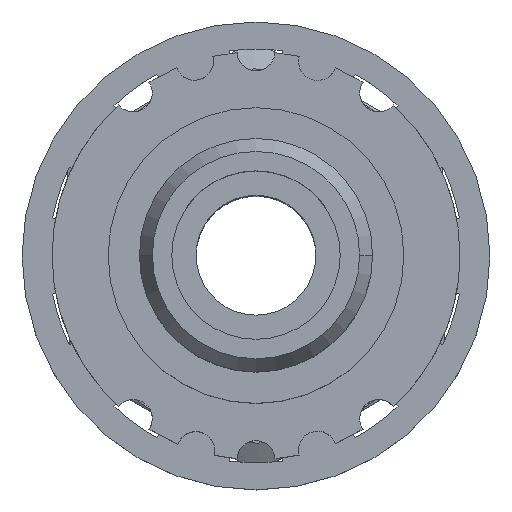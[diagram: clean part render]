
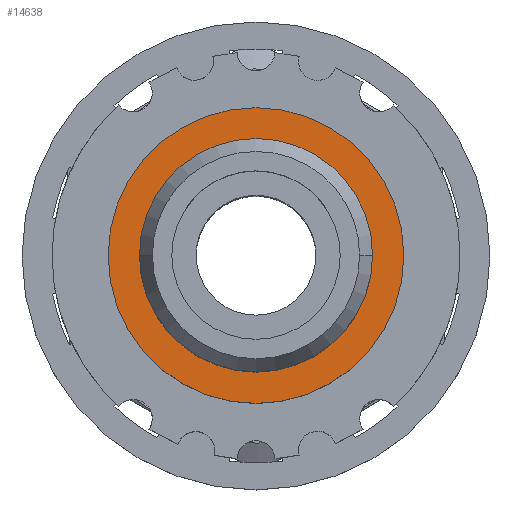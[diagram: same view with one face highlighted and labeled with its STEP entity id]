
A CAD part, top view. The second image highlights one B-rep face of the part: STEP entity #14638.
In plain terms, the highlighted planar face has unit normal (0, 0, 1).
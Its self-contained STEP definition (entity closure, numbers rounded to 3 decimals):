
#17 = AXIS2_PLACEMENT_3D ( 'NONE', #9087, #9021, #8969 ) ;
#86 = CIRCLE ( 'NONE', #17, 3.115 ) ;
#207 = CIRCLE ( 'NONE', #6812, 3.95 ) ;
#222 = CARTESIAN_POINT ( 'NONE',  ( -3.115, 0., 3.9 ) ) ;
#250 = ORIENTED_EDGE ( 'NONE', *, *, #7919, .F. ) ;
#1023 = CARTESIAN_POINT ( 'NONE',  ( 0., 0., 3.9 ) ) ;
#1053 = CARTESIAN_POINT ( 'NONE',  ( 3.115, 0., 3.9 ) ) ;
#1134 = DIRECTION ( 'NONE',  ( 0., 0., 1. ) ) ;
#1183 = DIRECTION ( 'NONE',  ( 0., 0., 1. ) ) ;
#2262 = DIRECTION ( 'NONE',  ( -1., 0., 0. ) ) ;
#2946 = EDGE_CURVE ( 'NONE', #13979, #7272, #86, .T. ) ;
#3603 = PLANE ( 'NONE',  #10593 ) ;
#3881 = CARTESIAN_POINT ( 'NONE',  ( 3.95, 0., 3.9 ) ) ;
#4215 = CARTESIAN_POINT ( 'NONE',  ( 0., 0., 3.9 ) ) ;
#5263 = EDGE_CURVE ( 'NONE', #7644, #15005, #12422, .T. ) ;
#5494 = DIRECTION ( 'NONE',  ( -1., 0., 0. ) ) ;
#5838 = FACE_OUTER_BOUND ( 'NONE', #7406, .T. ) ;
#6387 = CARTESIAN_POINT ( 'NONE',  ( -3.95, 0., 3.9 ) ) ;
#6812 = AXIS2_PLACEMENT_3D ( 'NONE', #1023, #9815, #2262 ) ;
#7270 = CIRCLE ( 'NONE', #14085, 3.115 ) ;
#7272 = VERTEX_POINT ( 'NONE', #1053 ) ;
#7406 = EDGE_LOOP ( 'NONE', ( #13709, #9505 ) ) ;
#7644 = VERTEX_POINT ( 'NONE', #3881 ) ;
#7757 = AXIS2_PLACEMENT_3D ( 'NONE', #8729, #1183, #9977 ) ;
#7919 = EDGE_CURVE ( 'NONE', #7272, #13979, #7270, .T. ) ;
#7926 = ORIENTED_EDGE ( 'NONE', *, *, #2946, .F. ) ;
#8681 = CARTESIAN_POINT ( 'NONE',  ( 0., 0., 3.9 ) ) ;
#8729 = CARTESIAN_POINT ( 'NONE',  ( 0., 0., 3.9 ) ) ;
#8795 = FACE_BOUND ( 'NONE', #10199, .T. ) ;
#8969 = DIRECTION ( 'NONE',  ( -1., 0., 0. ) ) ;
#9021 = DIRECTION ( 'NONE',  ( 0., 0., 1. ) ) ;
#9087 = CARTESIAN_POINT ( 'NONE',  ( 0., 0., 3.9 ) ) ;
#9505 = ORIENTED_EDGE ( 'NONE', *, *, #5263, .T. ) ;
#9815 = DIRECTION ( 'NONE',  ( 0., 0., 1. ) ) ;
#9932 = DIRECTION ( 'NONE',  ( 1., 0., 0. ) ) ;
#9977 = DIRECTION ( 'NONE',  ( -1., 0., 0. ) ) ;
#10199 = EDGE_LOOP ( 'NONE', ( #7926, #250 ) ) ;
#10593 = AXIS2_PLACEMENT_3D ( 'NONE', #8681, #1134, #9932 ) ;
#12422 = CIRCLE ( 'NONE', #7757, 3.95 ) ;
#12882 = DIRECTION ( 'NONE',  ( 0., 0., 1. ) ) ;
#13656 = EDGE_CURVE ( 'NONE', #15005, #7644, #207, .T. ) ;
#13709 = ORIENTED_EDGE ( 'NONE', *, *, #13656, .T. ) ;
#13979 = VERTEX_POINT ( 'NONE', #222 ) ;
#14085 = AXIS2_PLACEMENT_3D ( 'NONE', #4215, #12882, #5494 ) ;
#14638 = ADVANCED_FACE ( 'NONE', ( #8795, #5838 ), #3603, .T. ) ;
#15005 = VERTEX_POINT ( 'NONE', #6387 ) ;
